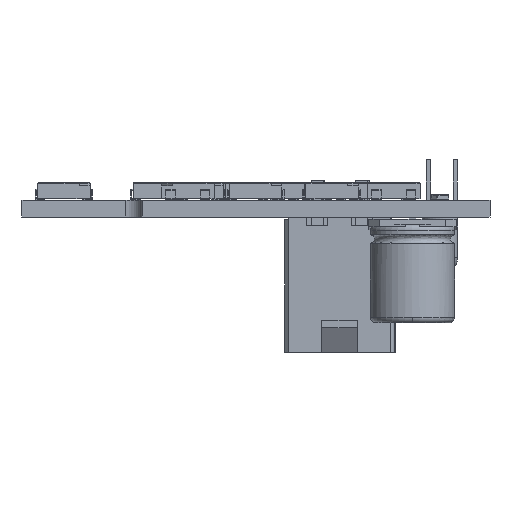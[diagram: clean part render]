
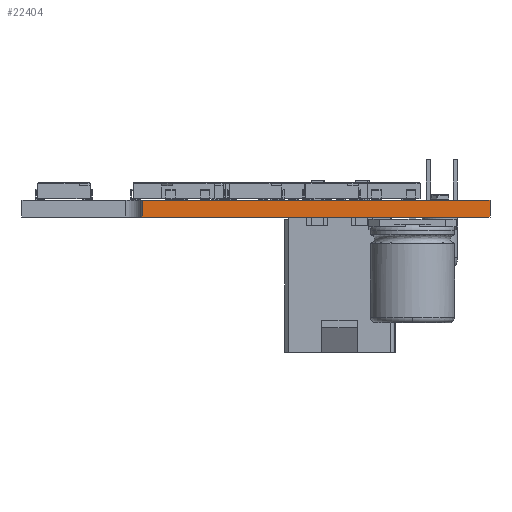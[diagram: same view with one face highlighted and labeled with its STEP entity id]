
A CAD part, front view. The second image highlights one B-rep face of the part: STEP entity #22404.
In plain terms, the highlighted planar face has unit normal (0, -1, 0).
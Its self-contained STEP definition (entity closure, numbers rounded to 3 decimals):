
#21083 = PLANE('',#21084);
#21084 = AXIS2_PLACEMENT_3D('',#21085,#21086,#21087);
#21085 = CARTESIAN_POINT('',(232.833,-74.282,1.6));
#21086 = DIRECTION('',(0.,0.,1.));
#21087 = DIRECTION('',(1.,0.,-0.));
#21137 = PLANE('',#21138);
#21138 = AXIS2_PLACEMENT_3D('',#21139,#21140,#21141);
#21139 = CARTESIAN_POINT('',(232.833,-74.282,0.));
#21140 = DIRECTION('',(0.,0.,1.));
#21141 = DIRECTION('',(1.,0.,-0.));
#21331 = VERTEX_POINT('',#21332);
#21332 = CARTESIAN_POINT('',(220.218,-116.332,0.));
#21346 = PLANE('',#21347);
#21347 = AXIS2_PLACEMENT_3D('',#21348,#21349,#21350);
#21348 = CARTESIAN_POINT('',(220.218,-53.15,0.));
#21349 = DIRECTION('',(1.,0.,0.));
#21350 = DIRECTION('',(0.,-1.,0.));
#21358 = EDGE_CURVE('',#21331,#21359,#21361,.T.);
#21359 = VERTEX_POINT('',#21360);
#21360 = CARTESIAN_POINT('',(253.238,-116.332,0.));
#21361 = SURFACE_CURVE('',#21362,(#21366,#21373),.PCURVE_S1.);
#21362 = LINE('',#21363,#21364);
#21363 = CARTESIAN_POINT('',(220.218,-116.332,0.));
#21364 = VECTOR('',#21365,1.);
#21365 = DIRECTION('',(1.,0.,0.));
#21366 = PCURVE('',#21137,#21367);
#21367 = DEFINITIONAL_REPRESENTATION('',(#21368),#21372);
#21368 = LINE('',#21369,#21370);
#21369 = CARTESIAN_POINT('',(-12.616,-42.05));
#21370 = VECTOR('',#21371,1.);
#21371 = DIRECTION('',(1.,0.));
#21372 = ( GEOMETRIC_REPRESENTATION_CONTEXT(2) 
PARAMETRIC_REPRESENTATION_CONTEXT() REPRESENTATION_CONTEXT('2D SPACE',''
  ) );
#21373 = PCURVE('',#21374,#21379);
#21374 = PLANE('',#21375);
#21375 = AXIS2_PLACEMENT_3D('',#21376,#21377,#21378);
#21376 = CARTESIAN_POINT('',(220.218,-116.332,0.));
#21377 = DIRECTION('',(0.,1.,0.));
#21378 = DIRECTION('',(1.,0.,0.));
#21379 = DEFINITIONAL_REPRESENTATION('',(#21380),#21384);
#21380 = LINE('',#21381,#21382);
#21381 = CARTESIAN_POINT('',(0.,0.));
#21382 = VECTOR('',#21383,1.);
#21383 = DIRECTION('',(1.,0.));
#21384 = ( GEOMETRIC_REPRESENTATION_CONTEXT(2) 
PARAMETRIC_REPRESENTATION_CONTEXT() REPRESENTATION_CONTEXT('2D SPACE',''
  ) );
#21402 = PLANE('',#21403);
#21403 = AXIS2_PLACEMENT_3D('',#21404,#21405,#21406);
#21404 = CARTESIAN_POINT('',(253.238,-116.332,0.));
#21405 = DIRECTION('',(-1.,0.,0.));
#21406 = DIRECTION('',(0.,1.,0.));
#21869 = VERTEX_POINT('',#21870);
#21870 = CARTESIAN_POINT('',(220.218,-116.332,1.6));
#21891 = EDGE_CURVE('',#21869,#21892,#21894,.T.);
#21892 = VERTEX_POINT('',#21893);
#21893 = CARTESIAN_POINT('',(253.238,-116.332,1.6));
#21894 = SURFACE_CURVE('',#21895,(#21899,#21906),.PCURVE_S1.);
#21895 = LINE('',#21896,#21897);
#21896 = CARTESIAN_POINT('',(220.218,-116.332,1.6));
#21897 = VECTOR('',#21898,1.);
#21898 = DIRECTION('',(1.,0.,0.));
#21899 = PCURVE('',#21083,#21900);
#21900 = DEFINITIONAL_REPRESENTATION('',(#21901),#21905);
#21901 = LINE('',#21902,#21903);
#21902 = CARTESIAN_POINT('',(-12.616,-42.05));
#21903 = VECTOR('',#21904,1.);
#21904 = DIRECTION('',(1.,0.));
#21905 = ( GEOMETRIC_REPRESENTATION_CONTEXT(2) 
PARAMETRIC_REPRESENTATION_CONTEXT() REPRESENTATION_CONTEXT('2D SPACE',''
  ) );
#21906 = PCURVE('',#21374,#21907);
#21907 = DEFINITIONAL_REPRESENTATION('',(#21908),#21912);
#21908 = LINE('',#21909,#21910);
#21909 = CARTESIAN_POINT('',(0.,-1.6));
#21910 = VECTOR('',#21911,1.);
#21911 = DIRECTION('',(1.,0.));
#21912 = ( GEOMETRIC_REPRESENTATION_CONTEXT(2) 
PARAMETRIC_REPRESENTATION_CONTEXT() REPRESENTATION_CONTEXT('2D SPACE',''
  ) );
#22354 = EDGE_CURVE('',#21359,#21892,#22355,.T.);
#22355 = SURFACE_CURVE('',#22356,(#22360,#22367),.PCURVE_S1.);
#22356 = LINE('',#22357,#22358);
#22357 = CARTESIAN_POINT('',(253.238,-116.332,0.));
#22358 = VECTOR('',#22359,1.);
#22359 = DIRECTION('',(0.,0.,1.));
#22360 = PCURVE('',#21402,#22361);
#22361 = DEFINITIONAL_REPRESENTATION('',(#22362),#22366);
#22362 = LINE('',#22363,#22364);
#22363 = CARTESIAN_POINT('',(0.,0.));
#22364 = VECTOR('',#22365,1.);
#22365 = DIRECTION('',(0.,-1.));
#22366 = ( GEOMETRIC_REPRESENTATION_CONTEXT(2) 
PARAMETRIC_REPRESENTATION_CONTEXT() REPRESENTATION_CONTEXT('2D SPACE',''
  ) );
#22367 = PCURVE('',#21374,#22368);
#22368 = DEFINITIONAL_REPRESENTATION('',(#22369),#22373);
#22369 = LINE('',#22370,#22371);
#22370 = CARTESIAN_POINT('',(33.02,0.));
#22371 = VECTOR('',#22372,1.);
#22372 = DIRECTION('',(0.,-1.));
#22373 = ( GEOMETRIC_REPRESENTATION_CONTEXT(2) 
PARAMETRIC_REPRESENTATION_CONTEXT() REPRESENTATION_CONTEXT('2D SPACE',''
  ) );
#22383 = EDGE_CURVE('',#21331,#21869,#22384,.T.);
#22384 = SURFACE_CURVE('',#22385,(#22389,#22396),.PCURVE_S1.);
#22385 = LINE('',#22386,#22387);
#22386 = CARTESIAN_POINT('',(220.218,-116.332,0.));
#22387 = VECTOR('',#22388,1.);
#22388 = DIRECTION('',(0.,0.,1.));
#22389 = PCURVE('',#21346,#22390);
#22390 = DEFINITIONAL_REPRESENTATION('',(#22391),#22395);
#22391 = LINE('',#22392,#22393);
#22392 = CARTESIAN_POINT('',(63.183,0.));
#22393 = VECTOR('',#22394,1.);
#22394 = DIRECTION('',(0.,-1.));
#22395 = ( GEOMETRIC_REPRESENTATION_CONTEXT(2) 
PARAMETRIC_REPRESENTATION_CONTEXT() REPRESENTATION_CONTEXT('2D SPACE',''
  ) );
#22396 = PCURVE('',#21374,#22397);
#22397 = DEFINITIONAL_REPRESENTATION('',(#22398),#22402);
#22398 = LINE('',#22399,#22400);
#22399 = CARTESIAN_POINT('',(0.,0.));
#22400 = VECTOR('',#22401,1.);
#22401 = DIRECTION('',(0.,-1.));
#22402 = ( GEOMETRIC_REPRESENTATION_CONTEXT(2) 
PARAMETRIC_REPRESENTATION_CONTEXT() REPRESENTATION_CONTEXT('2D SPACE',''
  ) );
#22404 = ADVANCED_FACE('',(#22405),#21374,.F.);
#22405 = FACE_BOUND('',#22406,.F.);
#22406 = EDGE_LOOP('',(#22407,#22408,#22409,#22410));
#22407 = ORIENTED_EDGE('',*,*,#22383,.T.);
#22408 = ORIENTED_EDGE('',*,*,#21891,.T.);
#22409 = ORIENTED_EDGE('',*,*,#22354,.F.);
#22410 = ORIENTED_EDGE('',*,*,#21358,.F.);
